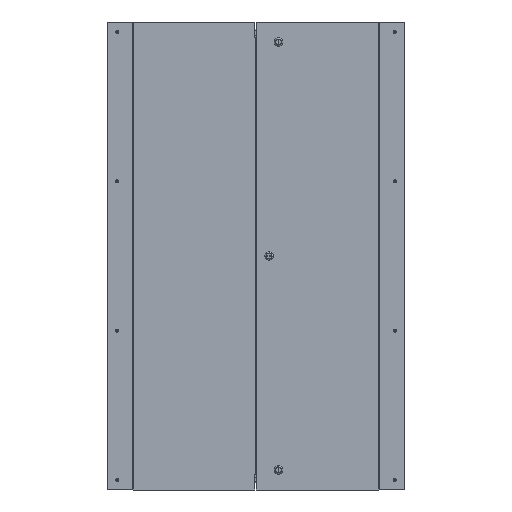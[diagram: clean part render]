
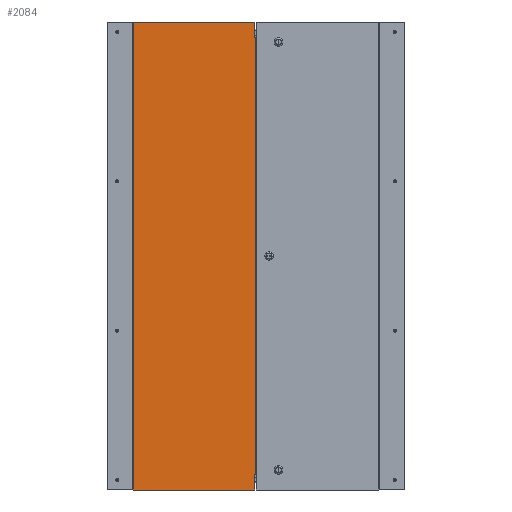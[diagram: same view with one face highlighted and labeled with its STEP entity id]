
A CAD part, front view. The second image highlights one B-rep face of the part: STEP entity #2084.
In plain terms, the highlighted planar face has unit normal (0, -1, 0).
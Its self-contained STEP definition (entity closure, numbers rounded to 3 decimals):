
#2084 = ADVANCED_FACE( '', ( #4076 ), #4077, .T. );
#4076 = FACE_OUTER_BOUND( '', #28034, .T. );
#4077 = PLANE( '', #28035 );
#28034 = EDGE_LOOP( '', ( #37981, #37982, #37983, #37984, #37985, #37986, #37987, #37988 ) );
#28035 = AXIS2_PLACEMENT_3D( '', #37989, #37990, #37991 );
#37981 = ORIENTED_EDGE( '', *, *, #38941, .F. );
#37982 = ORIENTED_EDGE( '', *, *, #40747, .T. );
#37983 = ORIENTED_EDGE( '', *, *, #40129, .F. );
#37984 = ORIENTED_EDGE( '', *, *, #40766, .F. );
#37985 = ORIENTED_EDGE( '', *, *, #40586, .T. );
#37986 = ORIENTED_EDGE( '', *, *, #39435, .T. );
#37987 = ORIENTED_EDGE( '', *, *, #40767, .T. );
#37988 = ORIENTED_EDGE( '', *, *, #40631, .F. );
#37989 = CARTESIAN_POINT( '', ( 0., 0., 0. ) );
#37990 = DIRECTION( '', ( 0., -1., 0. ) );
#37991 = DIRECTION( '', ( 0., 0., -1. ) );
#38941 = EDGE_CURVE( '', #40986, #40988, #40989, .T. );
#39435 = EDGE_CURVE( '', #41856, #41857, #41858, .T. );
#40129 = EDGE_CURVE( '', #42919, #42921, #42922, .T. );
#40586 = EDGE_CURVE( '', #43511, #41856, #43513, .T. );
#40631 = EDGE_CURVE( '', #40988, #43567, #43568, .T. );
#40747 = EDGE_CURVE( '', #40986, #42921, #43695, .T. );
#40766 = EDGE_CURVE( '', #43511, #42919, #43714, .T. );
#40767 = EDGE_CURVE( '', #41857, #43567, #43715, .T. );
#40986 = VERTEX_POINT( '', #43967 );
#40988 = VERTEX_POINT( '', #43969 );
#40989 = LINE( '', #43970, #43971 );
#41856 = VERTEX_POINT( '', #45712 );
#41857 = VERTEX_POINT( '', #45713 );
#41858 = LINE( '', #45714, #45715 );
#42919 = VERTEX_POINT( '', #48310 );
#42921 = VERTEX_POINT( '', #48313 );
#42922 = LINE( '', #48314, #48315 );
#43511 = VERTEX_POINT( '', #49726 );
#43513 = LINE( '', #49729, #49730 );
#43567 = VERTEX_POINT( '', #49844 );
#43568 = LINE( '', #49845, #49846 );
#43695 = LINE( '', #50076, #50077 );
#43714 = LINE( '', #50116, #50117 );
#43715 = LINE( '', #50118, #50119 );
#43967 = CARTESIAN_POINT( '', ( 157.104, 0., -587.375 ) );
#43969 = CARTESIAN_POINT( '', ( 156.375, 0., -587.375 ) );
#43970 = CARTESIAN_POINT( '', ( 0., 0., -587.375 ) );
#43971 = VECTOR( '', #50435, 1000. );
#45712 = CARTESIAN_POINT( '', ( -170.65, 0., 628.65 ) );
#45713 = CARTESIAN_POINT( '', ( -170.65, 0., -628.65 ) );
#45714 = CARTESIAN_POINT( '', ( -170.65, 0., 628.65 ) );
#45715 = VECTOR( '', #50981, 1000. );
#48310 = CARTESIAN_POINT( '', ( 156.375, 0., 587.375 ) );
#48313 = CARTESIAN_POINT( '', ( 157.104, 0., 587.375 ) );
#48314 = CARTESIAN_POINT( '', ( 0., 0., 587.375 ) );
#48315 = VECTOR( '', #51647, 1000. );
#49726 = CARTESIAN_POINT( '', ( 156.375, 0., 628.65 ) );
#49729 = CARTESIAN_POINT( '', ( 170.65, 0., 628.65 ) );
#49730 = VECTOR( '', #52043, 1000. );
#49844 = CARTESIAN_POINT( '', ( 156.375, 0., -628.65 ) );
#49845 = CARTESIAN_POINT( '', ( 156.375, 0., 0. ) );
#49846 = VECTOR( '', #52081, 1000. );
#50076 = CARTESIAN_POINT( '', ( 157.104, 0., -587.375 ) );
#50077 = VECTOR( '', #52165, 1000. );
#50116 = CARTESIAN_POINT( '', ( 156.375, 0., 0. ) );
#50117 = VECTOR( '', #52171, 1000. );
#50118 = CARTESIAN_POINT( '', ( -170.65, 0., -628.65 ) );
#50119 = VECTOR( '', #52172, 1000. );
#50435 = DIRECTION( '', ( -1., 0., 0. ) );
#50981 = DIRECTION( '', ( 0., 0., -1. ) );
#51647 = DIRECTION( '', ( 1., 0., 0. ) );
#52043 = DIRECTION( '', ( -1., 0., 0. ) );
#52081 = DIRECTION( '', ( 0., 0., -1. ) );
#52165 = DIRECTION( '', ( 0., 0., 1. ) );
#52171 = DIRECTION( '', ( 0., 0., -1. ) );
#52172 = DIRECTION( '', ( 1., 0., 0. ) );
